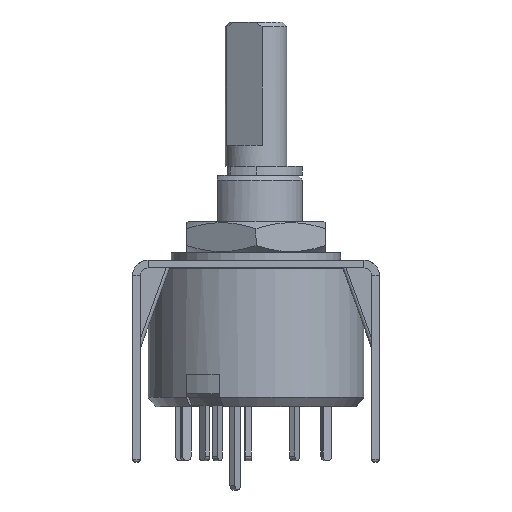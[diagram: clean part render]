
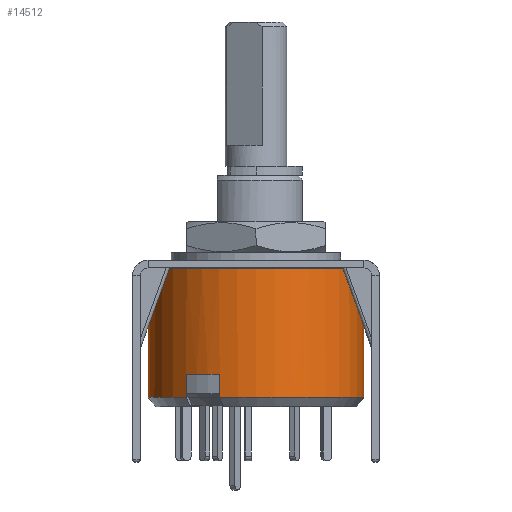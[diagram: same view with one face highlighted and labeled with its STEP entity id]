
A CAD part, front view. The second image highlights one B-rep face of the part: STEP entity #14512.
In plain terms, the highlighted cylindrical face has radius 7 mm (diameter 14 mm), a partial arc.
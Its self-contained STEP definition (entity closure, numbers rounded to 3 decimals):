
#62 = VECTOR ( 'NONE', #11223, 1000. ) ;
#86 = ORIENTED_EDGE ( 'NONE', *, *, #3230, .F. ) ;
#179 = VECTOR ( 'NONE', #7304, 1000. ) ;
#193 = CARTESIAN_POINT ( 'NONE',  ( 0., 0., -7.4 ) ) ;
#232 = CARTESIAN_POINT ( 'NONE',  ( 7., 0., -7.4 ) ) ;
#319 = EDGE_CURVE ( 'NONE', #3718, #14600, #9349, .T. ) ;
#557 = LINE ( 'NONE', #12224, #179 ) ;
#941 = CARTESIAN_POINT ( 'NONE',  ( -7., 0., 9. ) ) ;
#1228 = AXIS2_PLACEMENT_3D ( 'NONE', #11920, #3499, #12075 ) ;
#1332 = LINE ( 'NONE', #6151, #7029 ) ;
#1403 = DIRECTION ( 'NONE',  ( 0., 0., -1. ) ) ;
#1639 = EDGE_LOOP ( 'NONE', ( #86, #15427, #13131, #6380, #5333, #3417, #14300, #2446 ) ) ;
#1658 = CARTESIAN_POINT ( 'NONE',  ( 0., 0., -7.4 ) ) ;
#2043 = VERTEX_POINT ( 'NONE', #4737 ) ;
#2217 = CARTESIAN_POINT ( 'NONE',  ( -4.526, -5.34, -5.9 ) ) ;
#2220 = AXIS2_PLACEMENT_3D ( 'NONE', #1658, #10208, #10404 ) ;
#2446 = ORIENTED_EDGE ( 'NONE', *, *, #3678, .F. ) ;
#2654 = DIRECTION ( 'NONE',  ( 0., 0., -1. ) ) ;
#3023 = CARTESIAN_POINT ( 'NONE',  ( 0., 0., 9. ) ) ;
#3031 = VERTEX_POINT ( 'NONE', #8060 ) ;
#3092 = VERTEX_POINT ( 'NONE', #5944 ) ;
#3230 = EDGE_CURVE ( 'NONE', #3092, #4944, #1332, .T. ) ;
#3417 = ORIENTED_EDGE ( 'NONE', *, *, #11220, .T. ) ;
#3499 = DIRECTION ( 'NONE',  ( 0., 0., 1. ) ) ;
#3678 = EDGE_CURVE ( 'NONE', #4944, #3031, #15098, .T. ) ;
#3718 = VERTEX_POINT ( 'NONE', #3888 ) ;
#3888 = CARTESIAN_POINT ( 'NONE',  ( -7., 0., 0.95 ) ) ;
#4478 = VERTEX_POINT ( 'NONE', #2217 ) ;
#4728 = AXIS2_PLACEMENT_3D ( 'NONE', #3023, #10383, #14048 ) ;
#4737 = CARTESIAN_POINT ( 'NONE',  ( -2.361, -6.59, -5.9 ) ) ;
#4942 = CIRCLE ( 'NONE', #1228, 7. ) ;
#4944 = VERTEX_POINT ( 'NONE', #232 ) ;
#5300 = DIRECTION ( 'NONE',  ( 0., 0., -1. ) ) ;
#5333 = ORIENTED_EDGE ( 'NONE', *, *, #10215, .T. ) ;
#5643 = FACE_OUTER_BOUND ( 'NONE', #1639, .T. ) ;
#5816 = CARTESIAN_POINT ( 'NONE',  ( -4.526, -5.34, -7.4 ) ) ;
#5944 = CARTESIAN_POINT ( 'NONE',  ( 7., 0., 0.95 ) ) ;
#6151 = CARTESIAN_POINT ( 'NONE',  ( 7., 0., 9. ) ) ;
#6343 = DIRECTION ( 'NONE',  ( 1., 0., 0. ) ) ;
#6380 = ORIENTED_EDGE ( 'NONE', *, *, #7523, .F. ) ;
#7029 = VECTOR ( 'NONE', #2654, 1000. ) ;
#7304 = DIRECTION ( 'NONE',  ( 0., 0., 1. ) ) ;
#7437 = EDGE_CURVE ( 'NONE', #2043, #3031, #12862, .T. ) ;
#7523 = EDGE_CURVE ( 'NONE', #8476, #14600, #8025, .T. ) ;
#7890 = CIRCLE ( 'NONE', #15084, 7. ) ;
#8025 = CIRCLE ( 'NONE', #2220, 7. ) ;
#8060 = CARTESIAN_POINT ( 'NONE',  ( -2.361, -6.59, -7.4 ) ) ;
#8476 = VERTEX_POINT ( 'NONE', #5816 ) ;
#8779 = CARTESIAN_POINT ( 'NONE',  ( 0., 0., 0.95 ) ) ;
#8906 = CARTESIAN_POINT ( 'NONE',  ( -2.361, -6.59, 9. ) ) ;
#9349 = LINE ( 'NONE', #941, #14911 ) ;
#9448 = AXIS2_PLACEMENT_3D ( 'NONE', #193, #1403, #6343 ) ;
#10208 = DIRECTION ( 'NONE',  ( 0., 0., -1. ) ) ;
#10215 = EDGE_CURVE ( 'NONE', #8476, #4478, #557, .T. ) ;
#10383 = DIRECTION ( 'NONE',  ( 0., 0., -1. ) ) ;
#10404 = DIRECTION ( 'NONE',  ( 1., 0., 0. ) ) ;
#11220 = EDGE_CURVE ( 'NONE', #4478, #2043, #4942, .T. ) ;
#11223 = DIRECTION ( 'NONE',  ( 0., 0., -1. ) ) ;
#11920 = CARTESIAN_POINT ( 'NONE',  ( 0., 0., -5.9 ) ) ;
#12075 = DIRECTION ( 'NONE',  ( -1., 0., 0. ) ) ;
#12224 = CARTESIAN_POINT ( 'NONE',  ( -4.526, -5.34, 9. ) ) ;
#12862 = LINE ( 'NONE', #8906, #62 ) ;
#13131 = ORIENTED_EDGE ( 'NONE', *, *, #319, .T. ) ;
#13184 = DIRECTION ( 'NONE',  ( 0., 0., -1. ) ) ;
#13353 = EDGE_CURVE ( 'NONE', #3092, #3718, #7890, .T. ) ;
#13890 = DIRECTION ( 'NONE',  ( -1., 0., 0. ) ) ;
#14048 = DIRECTION ( 'NONE',  ( -1., 0., 0. ) ) ;
#14123 = CYLINDRICAL_SURFACE ( 'NONE', #4728, 7. ) ;
#14300 = ORIENTED_EDGE ( 'NONE', *, *, #7437, .T. ) ;
#14512 = ADVANCED_FACE ( 'NONE', ( #5643 ), #14123, .T. ) ;
#14600 = VERTEX_POINT ( 'NONE', #15414 ) ;
#14911 = VECTOR ( 'NONE', #13184, 1000. ) ;
#15084 = AXIS2_PLACEMENT_3D ( 'NONE', #8779, #5300, #13890 ) ;
#15098 = CIRCLE ( 'NONE', #9448, 7. ) ;
#15414 = CARTESIAN_POINT ( 'NONE',  ( -7., 0., -7.4 ) ) ;
#15427 = ORIENTED_EDGE ( 'NONE', *, *, #13353, .T. ) ;
